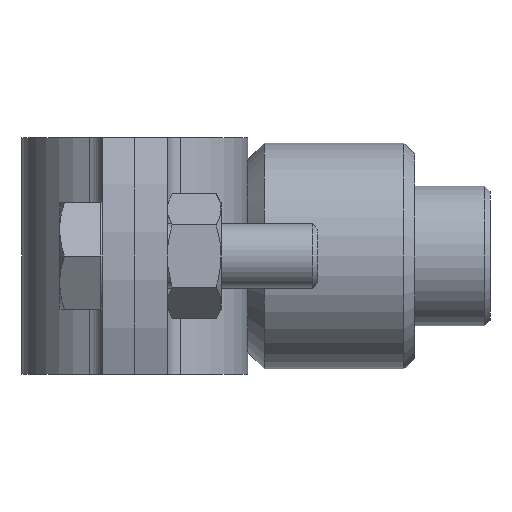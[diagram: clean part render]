
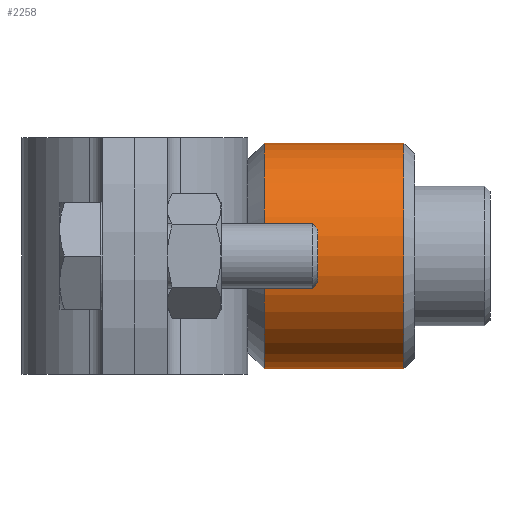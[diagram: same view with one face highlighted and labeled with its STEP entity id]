
A CAD part, left-side view. The second image highlights one B-rep face of the part: STEP entity #2258.
In plain terms, the highlighted cylindrical face has radius 10.5 mm (diameter 21 mm), a partial arc.
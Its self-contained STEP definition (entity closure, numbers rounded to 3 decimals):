
#435 = CARTESIAN_POINT ( 'NONE',  ( 0., -25., 0. ) ) ;
#569 = VECTOR ( 'NONE', #2320, 1000. ) ;
#621 = LINE ( 'NONE', #1806, #1625 ) ;
#657 = ORIENTED_EDGE ( 'NONE', *, *, #2382, .T. ) ;
#675 = CARTESIAN_POINT ( 'NONE',  ( 0., -25., 10.5 ) ) ;
#758 = DIRECTION ( 'NONE',  ( 0., -1., 0. ) ) ;
#766 = DIRECTION ( 'NONE',  ( 0., 0., 1. ) ) ;
#1068 = ORIENTED_EDGE ( 'NONE', *, *, #3234, .T. ) ;
#1300 = EDGE_LOOP ( 'NONE', ( #3120, #2392, #657, #1068 ) ) ;
#1428 = LINE ( 'NONE', #2611, #569 ) ;
#1444 = CIRCLE ( 'NONE', #3239, 10.5 ) ;
#1450 = CARTESIAN_POINT ( 'NONE',  ( 0., -12., -10.5 ) ) ;
#1525 = DIRECTION ( 'NONE',  ( 0., 0., -1. ) ) ;
#1563 = CYLINDRICAL_SURFACE ( 'NONE', #3235, 10.5 ) ;
#1625 = VECTOR ( 'NONE', #2408, 1000. ) ;
#1648 = VERTEX_POINT ( 'NONE', #3194 ) ;
#1806 = CARTESIAN_POINT ( 'NONE',  ( 0., -41.619, -10.5 ) ) ;
#1822 = VERTEX_POINT ( 'NONE', #2364 ) ;
#2191 = EDGE_CURVE ( 'NONE', #1822, #2851, #1428, .T. ) ;
#2258 = ADVANCED_FACE ( 'NONE', ( #3329 ), #1563, .T. ) ;
#2320 = DIRECTION ( 'NONE',  ( 0., -1., 0. ) ) ;
#2364 = CARTESIAN_POINT ( 'NONE',  ( 0., -12., 10.5 ) ) ;
#2382 = EDGE_CURVE ( 'NONE', #3086, #1648, #621, .T. ) ;
#2392 = ORIENTED_EDGE ( 'NONE', *, *, #2646, .T. ) ;
#2408 = DIRECTION ( 'NONE',  ( 0., -1., 0. ) ) ;
#2543 = DIRECTION ( 'NONE',  ( 0., 0., 1. ) ) ;
#2611 = CARTESIAN_POINT ( 'NONE',  ( 0., -41.619, 10.5 ) ) ;
#2646 = EDGE_CURVE ( 'NONE', #1822, #3086, #1444, .T. ) ;
#2851 = VERTEX_POINT ( 'NONE', #675 ) ;
#3086 = VERTEX_POINT ( 'NONE', #1450 ) ;
#3120 = ORIENTED_EDGE ( 'NONE', *, *, #2191, .F. ) ;
#3194 = CARTESIAN_POINT ( 'NONE',  ( 0., -25., -10.5 ) ) ;
#3234 = EDGE_CURVE ( 'NONE', #1648, #2851, #3684, .T. ) ;
#3235 = AXIS2_PLACEMENT_3D ( 'NONE', #3348, #3629, #1525 ) ;
#3239 = AXIS2_PLACEMENT_3D ( 'NONE', #3710, #758, #2543 ) ;
#3329 = FACE_OUTER_BOUND ( 'NONE', #1300, .T. ) ;
#3348 = CARTESIAN_POINT ( 'NONE',  ( 0., -41.619, 0. ) ) ;
#3369 = DIRECTION ( 'NONE',  ( 0., 1., 0. ) ) ;
#3620 = AXIS2_PLACEMENT_3D ( 'NONE', #435, #3369, #766 ) ;
#3629 = DIRECTION ( 'NONE',  ( 0., -1., 0. ) ) ;
#3684 = CIRCLE ( 'NONE', #3620, 10.5 ) ;
#3710 = CARTESIAN_POINT ( 'NONE',  ( 0., -12., 0. ) ) ;
